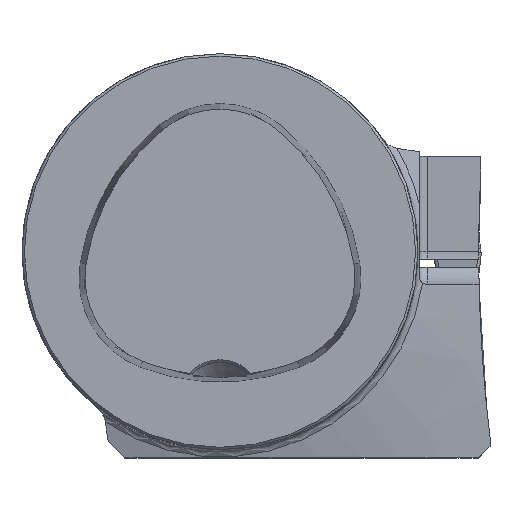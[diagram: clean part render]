
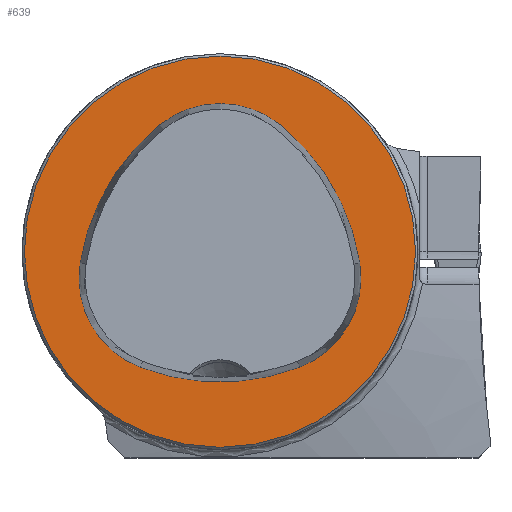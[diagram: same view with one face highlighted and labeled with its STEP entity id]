
A CAD part, top view. The second image highlights one B-rep face of the part: STEP entity #639.
In plain terms, the highlighted planar face has unit normal (0, 0, 1).
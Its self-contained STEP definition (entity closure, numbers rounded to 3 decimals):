
#108=FACE_BOUND('',#888,.T.);
#109=FACE_BOUND('',#889,.T.);
#163=PLANE('',#2407);
#639=ADVANCED_FACE('CU_FL_N1_SU_1',(#108,#109),#163,.T.);
#888=EDGE_LOOP('',(#1259,#1260,#1261,#1262,#1263,#1264));
#889=EDGE_LOOP('',(#1265));
#995=CIRCLE('',#2398,28.075);
#997=CIRCLE('',#2401,28.075);
#998=CIRCLE('',#2402,12.075);
#999=CIRCLE('',#2403,12.075);
#1000=CIRCLE('',#2404,28.075);
#1001=CIRCLE('',#2405,12.075);
#1002=CIRCLE('',#2406,24.7);
#1259=ORIENTED_EDGE('',*,*,#2058,.F.);
#1260=ORIENTED_EDGE('',*,*,#2059,.F.);
#1261=ORIENTED_EDGE('',*,*,#2051,.F.);
#1262=ORIENTED_EDGE('',*,*,#2060,.F.);
#1263=ORIENTED_EDGE('',*,*,#2061,.F.);
#1264=ORIENTED_EDGE('',*,*,#2062,.F.);
#1265=ORIENTED_EDGE('',*,*,#2063,.T.);
#1803=VERTEX_POINT('',#3950);
#1804=VERTEX_POINT('',#3952);
#1810=VERTEX_POINT('',#3984);
#1811=VERTEX_POINT('',#3985);
#1812=VERTEX_POINT('',#3988);
#1813=VERTEX_POINT('',#3990);
#1814=VERTEX_POINT('',#3993);
#2051=EDGE_CURVE('',#1803,#1804,#995,.T.);
#2058=EDGE_CURVE('',#1810,#1811,#997,.T.);
#2059=EDGE_CURVE('',#1804,#1810,#998,.T.);
#2060=EDGE_CURVE('',#1812,#1803,#999,.T.);
#2061=EDGE_CURVE('',#1813,#1812,#1000,.T.);
#2062=EDGE_CURVE('',#1811,#1813,#1001,.T.);
#2063=EDGE_CURVE('',#1814,#1814,#1002,.T.);
#2398=AXIS2_PLACEMENT_3D('',#3951,#2755,#2756);
#2401=AXIS2_PLACEMENT_3D('',#3983,#2762,#2763);
#2402=AXIS2_PLACEMENT_3D('',#3986,#2764,#2765);
#2403=AXIS2_PLACEMENT_3D('',#3987,#2766,#2767);
#2404=AXIS2_PLACEMENT_3D('',#3989,#2768,#2769);
#2405=AXIS2_PLACEMENT_3D('',#3991,#2770,#2771);
#2406=AXIS2_PLACEMENT_3D('',#3992,#2772,#2773);
#2407=AXIS2_PLACEMENT_3D('',#3994,#2774,#2775);
#2755=DIRECTION('',(0.,0.,1.));
#2756=DIRECTION('',(-1.,0.,0.));
#2762=DIRECTION('',(0.,0.,1.));
#2763=DIRECTION('',(-1.,0.,0.));
#2764=DIRECTION('',(0.,0.,1.));
#2765=DIRECTION('',(-1.,0.,0.));
#2766=DIRECTION('',(0.,0.,1.));
#2767=DIRECTION('',(-1.,0.,0.));
#2768=DIRECTION('',(0.,0.,1.));
#2769=DIRECTION('',(-1.,0.,0.));
#2770=DIRECTION('',(0.,0.,1.));
#2771=DIRECTION('',(-1.,0.,0.));
#2772=DIRECTION('',(0.,0.,1.));
#2773=DIRECTION('',(-1.,0.,0.));
#2774=DIRECTION('',(0.,0.,1.));
#2775=DIRECTION('',(-1.,0.,0.));
#3950=CARTESIAN_POINT('',(-10.05,-14.595,0.));
#3951=CARTESIAN_POINT('',(0.,11.62,0.));
#3952=CARTESIAN_POINT('',(10.05,-14.595,0.));
#3983=CARTESIAN_POINT('',(-10.078,-5.807,0.));
#3984=CARTESIAN_POINT('',(17.656,-1.443,0.));
#3985=CARTESIAN_POINT('',(7.606,15.999,0.));
#3986=CARTESIAN_POINT('',(5.727,-3.32,0.));
#3987=CARTESIAN_POINT('',(-5.727,-3.32,0.));
#3988=CARTESIAN_POINT('',(-17.656,-1.443,0.));
#3989=CARTESIAN_POINT('',(10.078,-5.807,0.));
#3990=CARTESIAN_POINT('',(-7.606,15.999,0.));
#3991=CARTESIAN_POINT('',(0.,6.62,0.));
#3992=CARTESIAN_POINT('',(0.,0.,0.));
#3993=CARTESIAN_POINT('',(-24.7,0.,0.));
#3994=CARTESIAN_POINT('',(0.,0.,0.));
